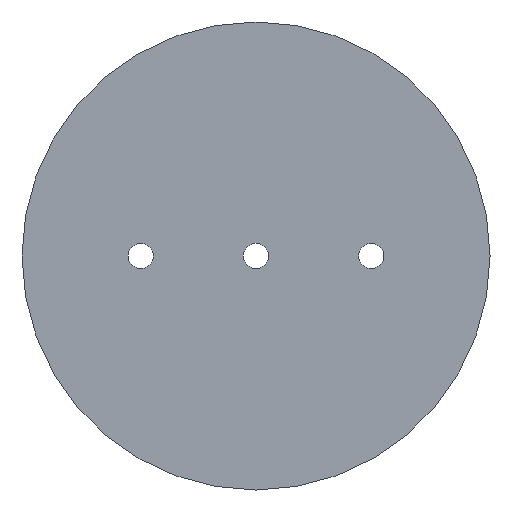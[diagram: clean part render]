
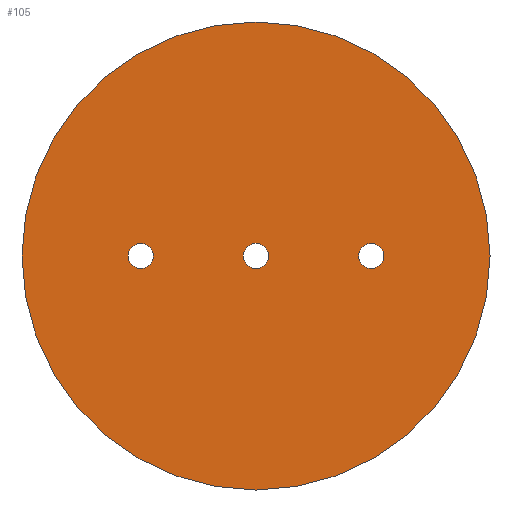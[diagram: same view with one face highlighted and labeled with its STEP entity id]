
A CAD part, front view. The second image highlights one B-rep face of the part: STEP entity #105.
In plain terms, the highlighted planar face has unit normal (0, -1, 0).
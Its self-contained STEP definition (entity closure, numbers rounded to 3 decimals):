
#27=FACE_BOUND('',#40,.T.);
#28=FACE_BOUND('',#41,.T.);
#29=FACE_BOUND('',#42,.T.);
#33=FACE_OUTER_BOUND('',#39,.T.);
#39=EDGE_LOOP('',(#79));
#40=EDGE_LOOP('',(#80));
#41=EDGE_LOOP('',(#81));
#42=EDGE_LOOP('',(#82));
#51=CIRCLE('',#135,32.5);
#52=CIRCLE('',#136,1.75);
#53=CIRCLE('',#137,1.75);
#54=CIRCLE('',#138,1.75);
#59=VERTEX_POINT('',#184);
#60=VERTEX_POINT('',#186);
#61=VERTEX_POINT('',#188);
#62=VERTEX_POINT('',#190);
#67=EDGE_CURVE('',#59,#59,#51,.T.);
#68=EDGE_CURVE('',#60,#60,#52,.T.);
#69=EDGE_CURVE('',#61,#61,#53,.T.);
#70=EDGE_CURVE('',#62,#62,#54,.T.);
#79=ORIENTED_EDGE('',*,*,#67,.T.);
#80=ORIENTED_EDGE('',*,*,#68,.T.);
#81=ORIENTED_EDGE('',*,*,#69,.T.);
#82=ORIENTED_EDGE('',*,*,#70,.T.);
#103=PLANE('',#134);
#105=ADVANCED_FACE('',(#33,#27,#28,#29),#103,.F.);
#134=AXIS2_PLACEMENT_3D('',#183,#150,#151);
#135=AXIS2_PLACEMENT_3D('',#185,#152,#153);
#136=AXIS2_PLACEMENT_3D('',#187,#154,#155);
#137=AXIS2_PLACEMENT_3D('',#189,#156,#157);
#138=AXIS2_PLACEMENT_3D('',#191,#158,#159);
#150=DIRECTION('center_axis',(0.,1.,0.));
#151=DIRECTION('ref_axis',(0.,0.,1.));
#152=DIRECTION('center_axis',(0.,-1.,0.));
#153=DIRECTION('ref_axis',(1.,0.,0.));
#154=DIRECTION('center_axis',(0.,1.,0.));
#155=DIRECTION('ref_axis',(-1.,0.,0.));
#156=DIRECTION('center_axis',(0.,1.,0.));
#157=DIRECTION('ref_axis',(-1.,0.,0.));
#158=DIRECTION('center_axis',(0.,1.,0.));
#159=DIRECTION('ref_axis',(-1.,0.,0.));
#183=CARTESIAN_POINT('Origin',(0.,1.7,0.));
#184=CARTESIAN_POINT('',(-32.5,1.7,0.));
#185=CARTESIAN_POINT('Origin',(0.,1.7,0.));
#186=CARTESIAN_POINT('',(-17.75,1.7,0.));
#187=CARTESIAN_POINT('Origin',(-16.,1.7,0.));
#188=CARTESIAN_POINT('',(-1.75,1.7,0.));
#189=CARTESIAN_POINT('Origin',(0.,1.7,0.));
#190=CARTESIAN_POINT('',(14.25,1.7,0.));
#191=CARTESIAN_POINT('Origin',(16.,1.7,0.));
